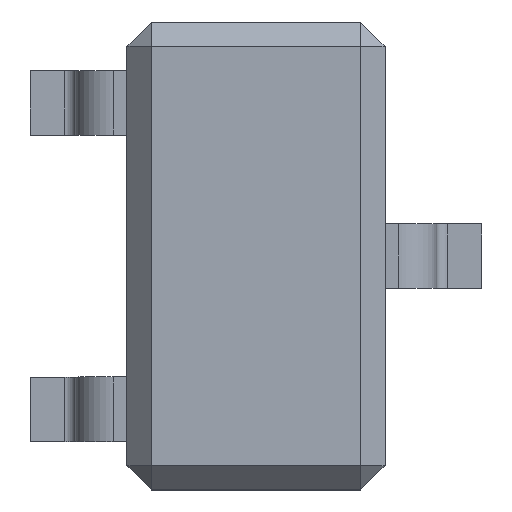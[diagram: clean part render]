
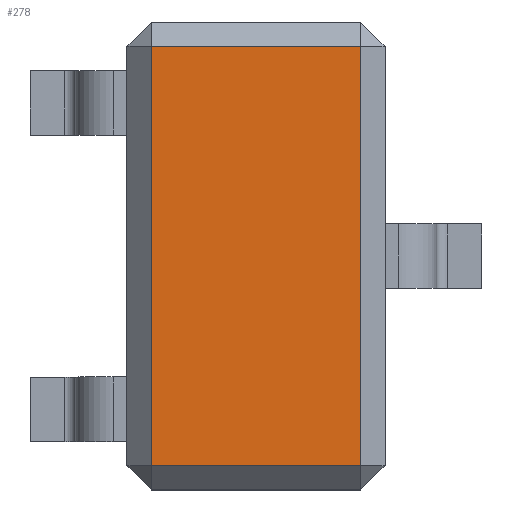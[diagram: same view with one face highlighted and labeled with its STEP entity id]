
A CAD part, top view. The second image highlights one B-rep face of the part: STEP entity #278.
In plain terms, the highlighted planar face has unit normal (0, 0, 1).
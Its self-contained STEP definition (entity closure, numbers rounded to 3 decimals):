
#13=DIRECTION('',(0.,0.,1.));
#14=DIRECTION('',(1.,0.,0.));
#70=VECTOR('',#71,1.);
#71=DIRECTION('',(0.,1.,0.));
#146=VERTEX_POINT('',#147);
#147=CARTESIAN_POINT('',(-0.65,-1.3,1.45));
#155=VERTEX_POINT('',#156);
#156=CARTESIAN_POINT('',(-0.65,1.3,1.45));
#161=ORIENTED_EDGE('',*,*,#162,.F.);
#162=EDGE_CURVE('',#146,#155,#163,.T.);
#163=LINE('',#164,#70);
#164=CARTESIAN_POINT('',(-0.65,-1.45,1.45));
#235=VECTOR('',#14,1.);
#278=ADVANCED_FACE('',(#279),#297,.T.);
#279=FACE_BOUND('',#280,.T.);
#280=EDGE_LOOP('',(#161,#281,#287,#293));
#281=ORIENTED_EDGE('',*,*,#282,.T.);
#282=EDGE_CURVE('',#146,#283,#285,.T.);
#283=VERTEX_POINT('',#284);
#284=CARTESIAN_POINT('',(0.65,-1.3,1.45));
#285=LINE('',#286,#235);
#286=CARTESIAN_POINT('',(-0.8,-1.3,1.45));
#287=ORIENTED_EDGE('',*,*,#288,.T.);
#288=EDGE_CURVE('',#283,#289,#291,.T.);
#289=VERTEX_POINT('',#290);
#290=CARTESIAN_POINT('',(0.65,1.3,1.45));
#291=LINE('',#292,#70);
#292=CARTESIAN_POINT('',(0.65,-1.45,1.45));
#293=ORIENTED_EDGE('',*,*,#294,.F.);
#294=EDGE_CURVE('',#155,#289,#295,.T.);
#295=LINE('',#296,#235);
#296=CARTESIAN_POINT('',(-0.8,1.3,1.45));
#297=PLANE('',#298);
#298=AXIS2_PLACEMENT_3D('',#299,#13,#14);
#299=CARTESIAN_POINT('',(-0.8,-1.45,1.45));
